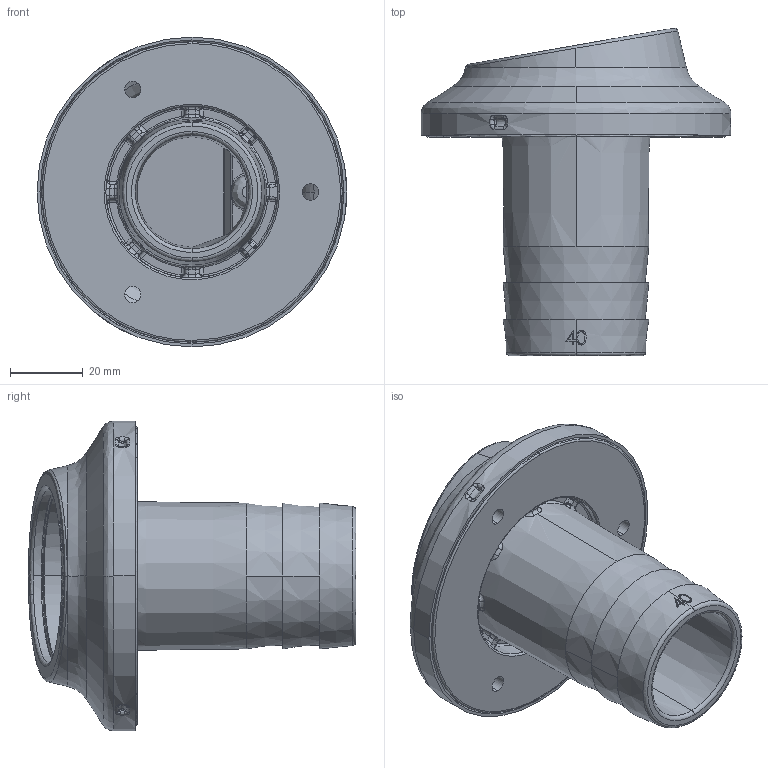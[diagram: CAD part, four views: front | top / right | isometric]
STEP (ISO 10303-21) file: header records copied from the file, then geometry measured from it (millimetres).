
FILE_DESCRIPTION (( 'STEP AP203' ), '1' );
FILE_NAME ('5138601_ExhaustConnector_40mm.STEP', '2018-12-14T14:16:55', ( '' ), ( '' ), 'SwSTEP 2.0', 'SolidWorks 2014', '' );
FILE_SCHEMA (( 'CONFIG_CONTROL_DESIGN' ));
Length unit declared in the file: millimetre
Products named in the file (6): 5138601_ExhaustConnector_40mm; 5138601_SS_Cover; 5138601_Body; M4X15; 5138601_Protector; 5138601_Platelet
Assembly tree (5 placements, depth 2):
  5138601_ExhaustConnector_40mm
    5138601_SS_Cover
    5138601_Body
    M4X15
    5138601_Protector
    5138601_Platelet
Bounding box: 85 x 89.85 x 85 mm (x, y, z)
Volume: 71448.5 mm3; surface area: 52983.9 mm2
Topology: 5 solids, 5 shells, 825 faces, 2094 edges, 1279 vertices
Faces by surface type: bspline 531, plane 174, cylinder 84, cone 36
Entity records: 51335 total; most frequent: CARTESIAN_POINT 34670, ORIENTED_EDGE 4106, DIRECTION 2229, EDGE_CURVE 2053, VERTEX_POINT 1279, EDGE_LOOP 884, B_SPLINE_CURVE_WITH_KNOTS 857, AXIS2_PLACEMENT_3D 831
